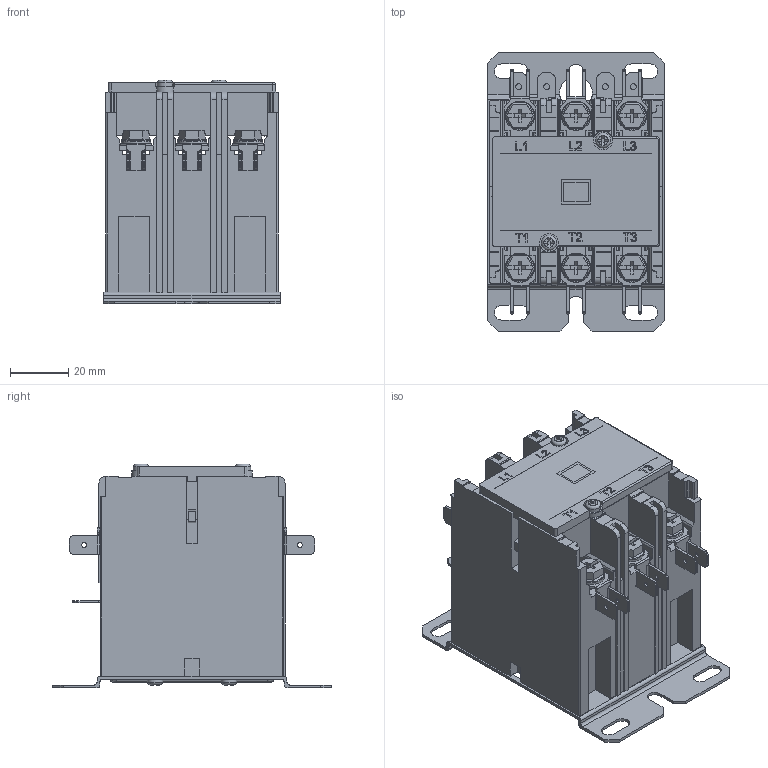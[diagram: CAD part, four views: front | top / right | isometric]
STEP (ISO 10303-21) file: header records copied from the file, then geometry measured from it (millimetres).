
FILE_DESCRIPTION(/* description */ ('Definite Purpose Contactor - 3 Pole, 30A, 120VAC','CAx-IF Rec.Pracs.---Representation and Presentation of Product Manufacturing Information (PMI)---4.0---2014-10-13'),/* implementation_level */ '2;1');
FILE_NAME(/* name */ '280-D30N3XXX.stp',/* time_stamp */ '2020-04-14T08:57:00-04:00',/* author */ ('cbunnell'),/* organization */ (''),/* preprocessor_version */ 'ST-DEVELOPER v18',/* originating_system */ 'Autodesk Inventor 2020',/* authorisation */ '');
FILE_SCHEMA (('AP242_MANAGED_MODEL_BASED_3D_ENGINEERING_MIM_LF { 1 0 10303 442 1 1 4 }'));
Products named in the file (1): 12C20058X01
Bounding box: 60.3 x 95.25 x 76.6 mm (x, y, z)
Volume: 189104.2 mm3; surface area: 58207.5 mm2
Topology: 1 solids, 1 shells, 1699 faces, 5876 edges, 5103 vertices
Faces by surface type: plane 1139, cylinder 349, bspline 128, torus 46, sphere 35, cone 2
Full cylindrical faces by diameter (mm): 1.6 x12, 2 x4, 3.25 x2, 3.3 x4, 3.4 x4, 5 x2, 5.2 x6, 6 x1, 10 x6
Entity records: 65065 total; most frequent: CARTESIAN_POINT 16227, ORIENTED_EDGE 9786, DIRECTION 9125, EDGE_CURVE 4893, LINE 3371, VECTOR 3371, VERTEX_POINT 3205, AXIS2_PLACEMENT_3D 2877
